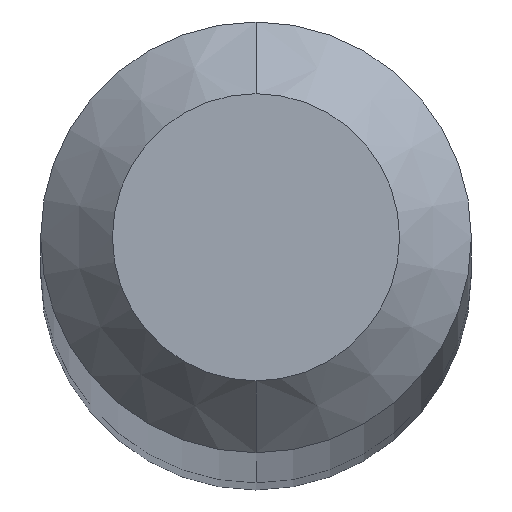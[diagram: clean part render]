
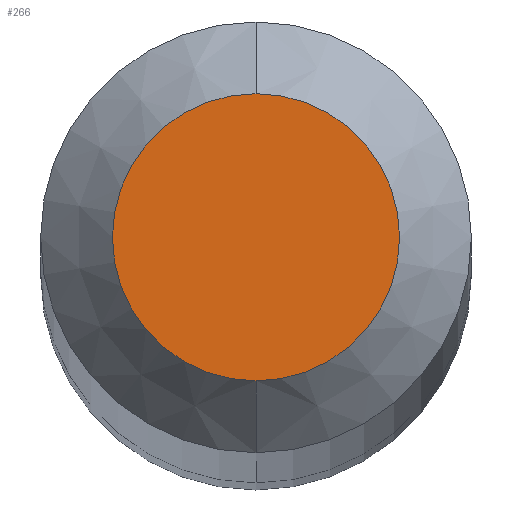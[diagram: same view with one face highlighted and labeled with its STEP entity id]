
A CAD part, top view. The second image highlights one B-rep face of the part: STEP entity #266.
In plain terms, the highlighted planar face has unit normal (0, 0, 1).
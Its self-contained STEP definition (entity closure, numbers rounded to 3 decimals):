
#13 = CIRCLE ( 'NONE', #146, 0.2 ) ;
#15 = DIRECTION ( 'NONE',  ( 0., 1., 0. ) ) ;
#38 = DIRECTION ( 'NONE',  ( 0., 0., -1. ) ) ;
#43 = AXIS2_PLACEMENT_3D ( 'NONE', #330, #38, #15 ) ;
#75 = DIRECTION ( 'NONE',  ( 0., 0., -1. ) ) ;
#100 = FACE_OUTER_BOUND ( 'NONE', #296, .T. ) ;
#126 = AXIS2_PLACEMENT_3D ( 'NONE', #203, #75, #309 ) ;
#133 = DIRECTION ( 'NONE',  ( 0., 0., -1. ) ) ;
#138 = CIRCLE ( 'NONE', #43, 0.2 ) ;
#144 = ORIENTED_EDGE ( 'NONE', *, *, #204, .F. ) ;
#145 = EDGE_CURVE ( 'NONE', #247, #250, #138, .T. ) ;
#146 = AXIS2_PLACEMENT_3D ( 'NONE', #232, #133, #237 ) ;
#203 = CARTESIAN_POINT ( 'NONE',  ( 0., 0., 30. ) ) ;
#204 = EDGE_CURVE ( 'NONE', #250, #247, #13, .T. ) ;
#207 = CARTESIAN_POINT ( 'NONE',  ( 0., 0.2, 30. ) ) ;
#232 = CARTESIAN_POINT ( 'NONE',  ( 0., 0., 30. ) ) ;
#237 = DIRECTION ( 'NONE',  ( 0., 1., 0. ) ) ;
#247 = VERTEX_POINT ( 'NONE', #207 ) ;
#250 = VERTEX_POINT ( 'NONE', #310 ) ;
#266 = ADVANCED_FACE ( 'NONE', ( #100 ), #332, .F. ) ;
#268 = ORIENTED_EDGE ( 'NONE', *, *, #145, .F. ) ;
#296 = EDGE_LOOP ( 'NONE', ( #268, #144 ) ) ;
#309 = DIRECTION ( 'NONE',  ( 0., 1., 0. ) ) ;
#310 = CARTESIAN_POINT ( 'NONE',  ( 0., -0.2, 30. ) ) ;
#330 = CARTESIAN_POINT ( 'NONE',  ( 0., 0., 30. ) ) ;
#332 = PLANE ( 'NONE',  #126 ) ;
